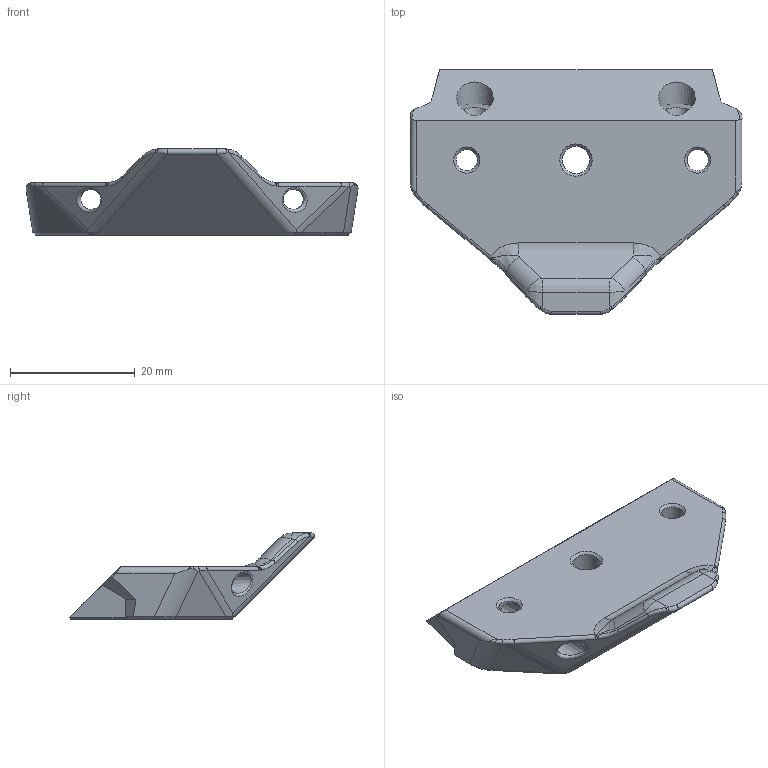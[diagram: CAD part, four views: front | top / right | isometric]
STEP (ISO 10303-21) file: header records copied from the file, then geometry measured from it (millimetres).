
FILE_DESCRIPTION(/* description */ ('STEP AP242','CAx-IF Rec.Pracs.---Representation and Presentation of Product Manufacturing Information (PMI)---4.0---2014-10-13','CAx-IF Rec.Pracs.---3D Tessellated Geometry---0.4---2014-09-14','2;1'),/* implementation_level */ '2;1');
FILE_NAME(/* name */ 'A4T - WWG2 - Extruder Adapter [cw2-tap]',/* time_stamp */ '2025-08-06T11:38:25Z',/* author */ (''),/* organization */ (''),/* preprocessor_version */ 'ST-DEVELOPER v20',/* originating_system */ 'ONSHAPE BY PTC INC, 1.201',/* authorisation */ ' ');
FILE_SCHEMA (('AP242_MANAGED_MODEL_BASED_3D_ENGINEERING_MIM_LF { 1 0 10303 442 1 1 4 }'));
Length unit declared in the file: metre
Products named in the file (1): A4T - WWG2 - Extruder Adapter [cw2-tap]
Bounding box: 53.23 x 39.27 x 13.81 mm (x, y, z)
Volume: 9730.1 mm3; surface area: 4628.7 mm2
Topology: 1 solids, 1 shells, 99 faces, 267 edges, 165 vertices
Faces by surface type: plane 33, bspline 32, cylinder 26, cone 8
Full cylindrical faces by diameter (mm): 3.4 x2, 4.4 x1
Entity records: 3648 total; most frequent: CARTESIAN_POINT 1477, ORIENTED_EDGE 474, DIRECTION 378, EDGE_CURVE 237, VERTEX_POINT 153, AXIS2_PLACEMENT_3D 142, EDGE_LOOP 126, FACE_BOUND 126
